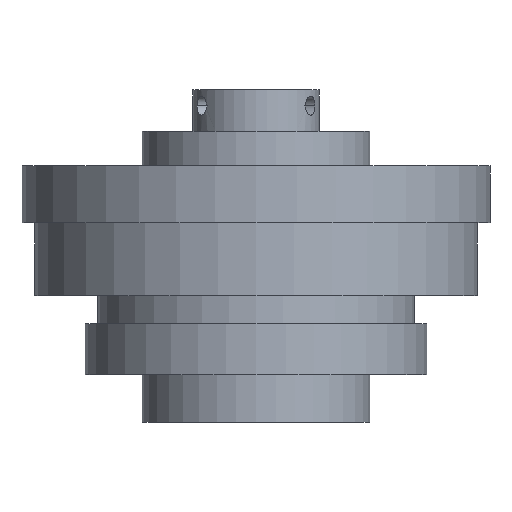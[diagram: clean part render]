
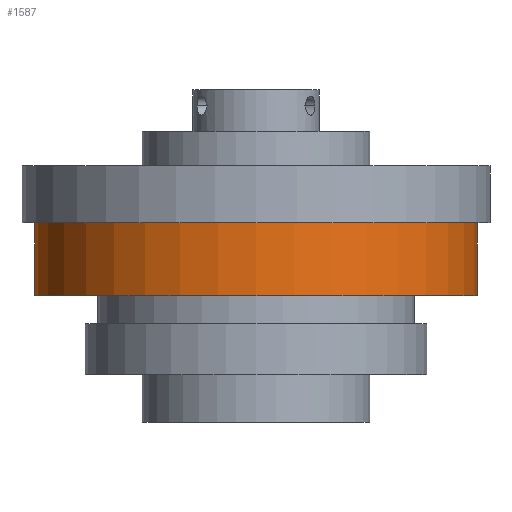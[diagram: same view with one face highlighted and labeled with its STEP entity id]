
A CAD part, front view. The second image highlights one B-rep face of the part: STEP entity #1587.
In plain terms, the highlighted cylindrical face has radius 35 mm (diameter 70 mm), a partial arc.
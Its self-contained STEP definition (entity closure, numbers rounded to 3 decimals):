
#1407 = EDGE_CURVE ( 'NONE', #1425, #1428, #5087, .T. ) ;
#1425 = VERTEX_POINT ( 'NONE', #5148 ) ;
#1426 = VERTEX_POINT ( 'NONE', #5143 ) ;
#1428 = VERTEX_POINT ( 'NONE', #5097 ) ;
#1429 = EDGE_CURVE ( 'NONE', #1426, #1430, #5135, .T. ) ;
#1430 = VERTEX_POINT ( 'NONE', #5140 ) ;
#1567 = EDGE_LOOP ( 'NONE', ( #1631, #1586, #1632, #1568 ) ) ;
#1568 = ORIENTED_EDGE ( 'NONE', *, *, #1581, .F. ) ;
#1578 = EDGE_CURVE ( 'NONE', #1426, #1425, #5523, .T. ) ;
#1581 = EDGE_CURVE ( 'NONE', #1430, #1428, #5515, .T. ) ;
#1586 = ORIENTED_EDGE ( 'NONE', *, *, #1578, .T. ) ;
#1587 = ADVANCED_FACE ( 'NONE', ( #5516 ), #5512, .T. ) ;
#1631 = ORIENTED_EDGE ( 'NONE', *, *, #1429, .F. ) ;
#1632 = ORIENTED_EDGE ( 'NONE', *, *, #1407, .T. ) ;
#5070 = DIRECTION ( 'NONE',  ( 0., 0., 1. ) ) ;
#5075 = VECTOR ( 'NONE', #5070, 1000. ) ;
#5076 = CARTESIAN_POINT ( 'NONE',  ( 35., 0., 0. ) ) ;
#5087 = LINE ( 'NONE', #5076, #5075 ) ;
#5097 = CARTESIAN_POINT ( 'NONE',  ( 35., 0., -21. ) ) ;
#5132 = DIRECTION ( 'NONE',  ( 0., 0., 1. ) ) ;
#5133 = VECTOR ( 'NONE', #5132, 1000. ) ;
#5134 = CARTESIAN_POINT ( 'NONE',  ( -35., 0., 0. ) ) ;
#5135 = LINE ( 'NONE', #5134, #5133 ) ;
#5140 = CARTESIAN_POINT ( 'NONE',  ( -35., 0., -21. ) ) ;
#5143 = CARTESIAN_POINT ( 'NONE',  ( -35., 0., -32.5 ) ) ;
#5148 = CARTESIAN_POINT ( 'NONE',  ( 35., 0., -32.5 ) ) ;
#5467 = AXIS2_PLACEMENT_3D ( 'NONE', #5518, #5509, #5554 ) ;
#5509 = DIRECTION ( 'NONE',  ( 0., 0., 1. ) ) ;
#5510 = DIRECTION ( 'NONE',  ( 1., 0., 0. ) ) ;
#5511 = DIRECTION ( 'NONE',  ( 0., 0., 1. ) ) ;
#5512 = CYLINDRICAL_SURFACE ( 'NONE', #5467, 35. ) ;
#5515 = CIRCLE ( 'NONE', #5524, 35. ) ;
#5516 = FACE_OUTER_BOUND ( 'NONE', #1567, .T. ) ;
#5517 = CARTESIAN_POINT ( 'NONE',  ( 0., 0., -21. ) ) ;
#5518 = CARTESIAN_POINT ( 'NONE',  ( 0., 0., 0. ) ) ;
#5519 = DIRECTION ( 'NONE',  ( 1., 0., 0. ) ) ;
#5520 = DIRECTION ( 'NONE',  ( 0., 0., 1. ) ) ;
#5521 = CARTESIAN_POINT ( 'NONE',  ( 0., 0., -32.5 ) ) ;
#5522 = AXIS2_PLACEMENT_3D ( 'NONE', #5521, #5520, #5519 ) ;
#5523 = CIRCLE ( 'NONE', #5522, 35. ) ;
#5524 = AXIS2_PLACEMENT_3D ( 'NONE', #5517, #5511, #5510 ) ;
#5554 = DIRECTION ( 'NONE',  ( 1., 0., 0. ) ) ;
